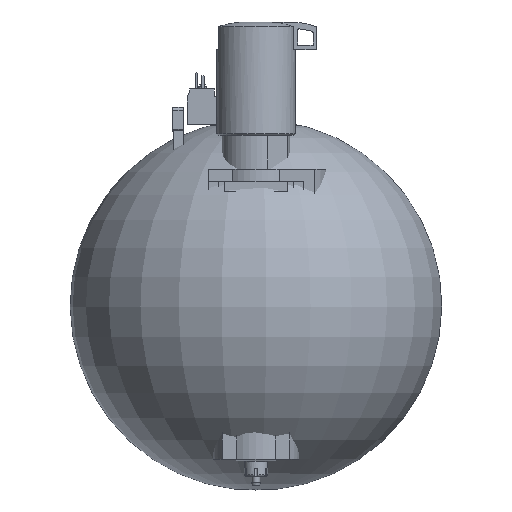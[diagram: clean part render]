
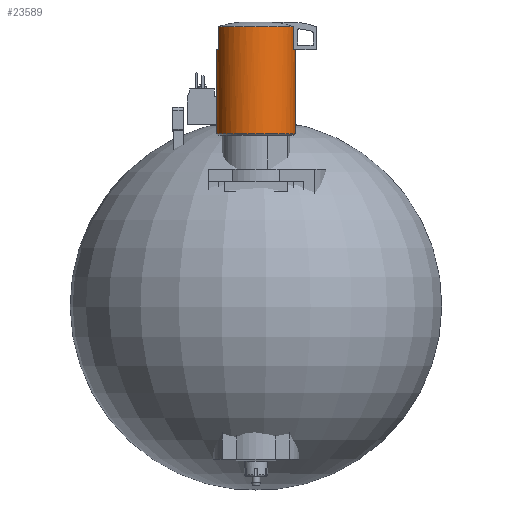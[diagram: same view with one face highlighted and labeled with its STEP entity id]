
A CAD part, top view. The second image highlights one B-rep face of the part: STEP entity #23589.
In plain terms, the highlighted cylindrical face has radius 25.5 mm (diameter 51 mm), a full revolution.
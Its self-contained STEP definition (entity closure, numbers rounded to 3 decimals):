
#1383=LINE('',#32356,#3279);
#1384=LINE('',#32360,#3280);
#1385=LINE('',#32361,#3281);
#1386=LINE('',#32369,#3282);
#3279=VECTOR('',#27019,1000.);
#3280=VECTOR('',#27022,1000.);
#3281=VECTOR('',#27023,1000.);
#3282=VECTOR('',#27030,1000.);
#4768=CIRCLE('',#24551,25.5);
#4791=CIRCLE('',#24698,25.5);
#4792=CIRCLE('',#24700,25.5);
#4793=CIRCLE('',#24701,25.5);
#4794=CIRCLE('',#24702,25.5);
#4795=CIRCLE('',#24703,25.5);
#4796=CIRCLE('',#24704,25.5);
#6245=ORIENTED_EDGE('',*,*,#10956,.F.);
#6246=ORIENTED_EDGE('',*,*,#10954,.T.);
#6247=ORIENTED_EDGE('',*,*,#10957,.T.);
#6248=ORIENTED_EDGE('',*,*,#10958,.F.);
#6249=ORIENTED_EDGE('',*,*,#10959,.F.);
#6250=ORIENTED_EDGE('',*,*,#10683,.T.);
#6251=ORIENTED_EDGE('',*,*,#10960,.F.);
#6252=ORIENTED_EDGE('',*,*,#10961,.F.);
#6253=ORIENTED_EDGE('',*,*,#10962,.F.);
#6254=ORIENTED_EDGE('',*,*,#10963,.F.);
#6255=ORIENTED_EDGE('',*,*,#10964,.T.);
#10683=EDGE_CURVE('',#13191,#13190,#4768,.T.);
#10954=EDGE_CURVE('',#13361,#13360,#4791,.T.);
#10956=EDGE_CURVE('',#13362,#13362,#4792,.T.);
#10957=EDGE_CURVE('',#13360,#13363,#1383,.T.);
#10958=EDGE_CURVE('',#13364,#13363,#4793,.T.);
#10959=EDGE_CURVE('',#13191,#13364,#1384,.T.);
#10960=EDGE_CURVE('',#13365,#13190,#1385,.F.);
#10961=EDGE_CURVE('',#13366,#13365,#4794,.T.);
#10962=EDGE_CURVE('',#13367,#13366,#4795,.T.);
#10963=EDGE_CURVE('',#13368,#13367,#4796,.T.);
#10964=EDGE_CURVE('',#13368,#13361,#1386,.F.);
#13190=VERTEX_POINT('',#31788);
#13191=VERTEX_POINT('',#31790);
#13360=VERTEX_POINT('',#32345);
#13361=VERTEX_POINT('',#32347);
#13362=VERTEX_POINT('',#32355);
#13363=VERTEX_POINT('',#32357);
#13364=VERTEX_POINT('',#32359);
#13365=VERTEX_POINT('',#32362);
#13366=VERTEX_POINT('',#32364);
#13367=VERTEX_POINT('',#32366);
#13368=VERTEX_POINT('',#32368);
#14973=EDGE_LOOP('',(#6245));
#14974=EDGE_LOOP('',(#6246,#6247,#6248,#6249,#6250,#6251,#6252,#6253,#6254,
#6255));
#16142=FACE_BOUND('',#14973,.T.);
#16143=FACE_BOUND('',#14974,.T.);
#17151=CYLINDRICAL_SURFACE('',#24699,25.5);
#23589=ADVANCED_FACE('',(#16142,#16143),#17151,.T.);
#24551=AXIS2_PLACEMENT_3D('',#31789,#26489,#26490);
#24698=AXIS2_PLACEMENT_3D('',#32346,#27013,#27014);
#24699=AXIS2_PLACEMENT_3D('',#32353,#27015,#27016);
#24700=AXIS2_PLACEMENT_3D('',#32354,#27017,#27018);
#24701=AXIS2_PLACEMENT_3D('',#32358,#27020,#27021);
#24702=AXIS2_PLACEMENT_3D('',#32363,#27024,#27025);
#24703=AXIS2_PLACEMENT_3D('',#32365,#27026,#27027);
#24704=AXIS2_PLACEMENT_3D('',#32367,#27028,#27029);
#26489=DIRECTION('',(0.,-1.,0.));
#26490=DIRECTION('',(0.,0.,-1.));
#27013=DIRECTION('',(0.,-1.,0.));
#27014=DIRECTION('',(0.,0.,-1.));
#27015=DIRECTION('',(0.,-1.,0.));
#27016=DIRECTION('',(0.,0.,-1.));
#27017=DIRECTION('',(0.,-1.,0.));
#27018=DIRECTION('',(0.,0.,-1.));
#27019=DIRECTION('',(0.,-1.,0.));
#27020=DIRECTION('',(0.,1.,0.));
#27021=DIRECTION('',(0.,0.,1.));
#27022=DIRECTION('',(0.,-1.,0.));
#27023=DIRECTION('',(0.,-1.,0.));
#27024=DIRECTION('',(0.,1.,0.));
#27025=DIRECTION('',(0.,0.,1.));
#27026=DIRECTION('',(0.,1.,0.));
#27027=DIRECTION('',(0.,0.,1.));
#27028=DIRECTION('',(0.,1.,0.));
#27029=DIRECTION('',(0.,0.,1.));
#27030=DIRECTION('',(0.,-1.,0.));
#31788=CARTESIAN_POINT('',(24.372,131.5,-7.5));
#31789=CARTESIAN_POINT('',(0.,131.5,0.));
#31790=CARTESIAN_POINT('',(-24.372,131.5,-7.5));
#32345=CARTESIAN_POINT('',(-24.372,131.5,7.5));
#32346=CARTESIAN_POINT('',(0.,131.5,0.));
#32347=CARTESIAN_POINT('',(24.372,131.5,7.5));
#32353=CARTESIAN_POINT('',(0.,39.,0.));
#32354=CARTESIAN_POINT('',(0.,62.,0.));
#32355=CARTESIAN_POINT('',(0.,62.,-25.5));
#32356=CARTESIAN_POINT('',(-24.372,39.,7.5));
#32357=CARTESIAN_POINT('',(-24.372,116.5,7.5));
#32358=CARTESIAN_POINT('',(0.,116.5,0.));
#32359=CARTESIAN_POINT('',(-24.372,116.5,-7.5));
#32360=CARTESIAN_POINT('',(-24.372,39.,-7.5));
#32361=CARTESIAN_POINT('',(24.372,39.,-7.5));
#32362=CARTESIAN_POINT('',(24.372,116.5,-7.5));
#32363=CARTESIAN_POINT('',(0.,116.5,0.));
#32364=CARTESIAN_POINT('',(24.52,116.5,-7.));
#32365=CARTESIAN_POINT('',(0.,116.5,0.));
#32366=CARTESIAN_POINT('',(24.52,116.5,7.));
#32367=CARTESIAN_POINT('',(0.,116.5,0.));
#32368=CARTESIAN_POINT('',(24.372,116.5,7.5));
#32369=CARTESIAN_POINT('',(24.372,39.,7.5));
